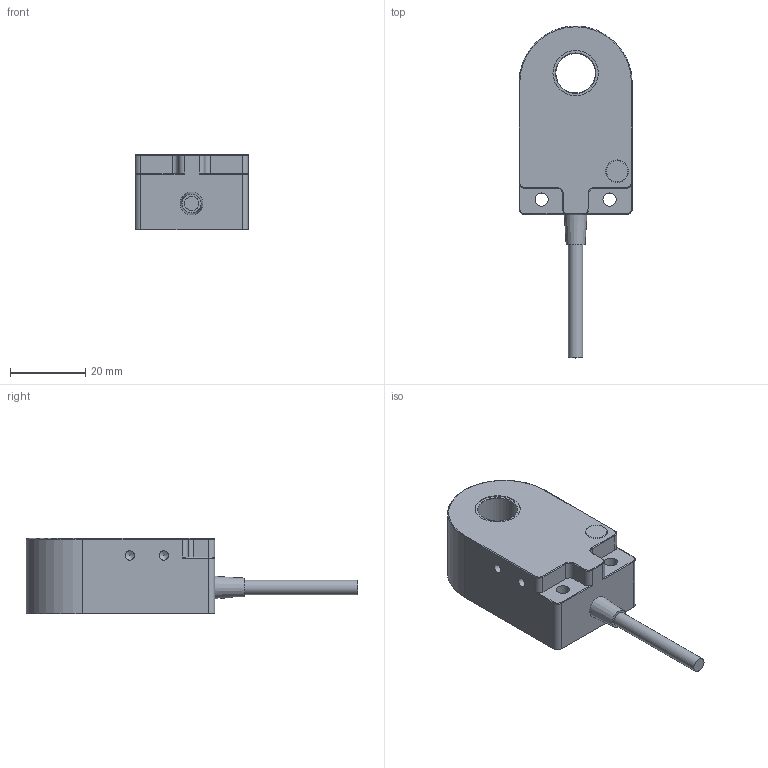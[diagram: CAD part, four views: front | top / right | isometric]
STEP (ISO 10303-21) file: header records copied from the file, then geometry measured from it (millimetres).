
FILE_DESCRIPTION(/* description */ (''),/* implementation_level */ '2;1');
FILE_NAME(/* name */ 'PS10_CA.stp',/* time_stamp */ '2019-04-18T10:51:14+08:00',/* author */ ('fengjiarun'),/* organization */ (''),/* preprocessor_version */ 'ST-DEVELOPER v16.5',/* originating_system */ 'Autodesk Inventor 2017',/* authorisation */ '');
FILE_SCHEMA (('AUTOMOTIVE_DESIGN { 1 0 10303 214 3 1 1 }'));
Length unit declared in the file: millimetre
Products named in the file (1): PS06_CAN1DT
Bounding box: 30.2 x 88 x 20.1 mm (x, y, z)
Volume: 25672.8 mm3; surface area: 7083.5 mm2
Topology: 1 solids, 1 shells, 65 faces, 152 edges, 94 vertices
Faces by surface type: cylinder 28, plane 20, torus 10, cone 7
Full cylindrical faces by diameter (mm): 2.3 x1, 2.459 x2, 3.5 x2, 3.8 x1, 10.5 x1, 12 x1
Entity records: 1779 total; most frequent: DIRECTION 327, CARTESIAN_POINT 312, ORIENTED_EDGE 262, AXIS2_PLACEMENT_3D 138, EDGE_CURVE 131, EDGE_LOOP 90, VERTEX_POINT 87, CIRCLE 72
